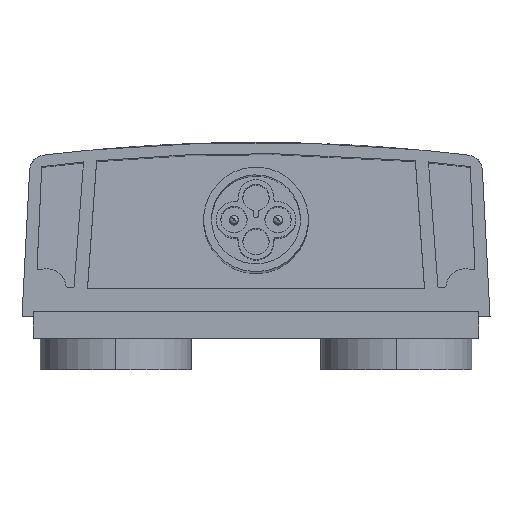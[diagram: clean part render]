
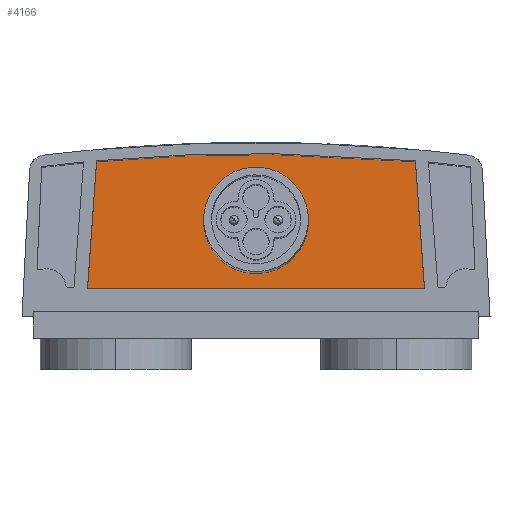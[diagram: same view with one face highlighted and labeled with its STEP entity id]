
A CAD part, left-side view. The second image highlights one B-rep face of the part: STEP entity #4166.
In plain terms, the highlighted planar face has unit normal (-0.999, 0, 0.035).
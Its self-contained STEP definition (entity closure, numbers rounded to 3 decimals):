
#4118=AXIS2_PLACEMENT_3D('Plane Axis2P3D',#4115,#4116,#4117) ;
#4150=AXIS2_PLACEMENT_3D('Circle Axis2P3D',#4148,#4149,$) ;
#4159=AXIS2_PLACEMENT_3D('Circle Axis2P3D',#4157,#4158,$) ;
#3245=CARTESIAN_POINT('Vertex',(28.774,88.356,46.665)) ;
#3249=CARTESIAN_POINT('Control Point',(28.774,16.749,46.665)) ;
#3250=CARTESIAN_POINT('Control Point',(28.83,34.602,48.278)) ;
#3251=CARTESIAN_POINT('Control Point',(28.849,52.552,48.818)) ;
#3252=CARTESIAN_POINT('Control Point',(28.83,70.503,48.278)) ;
#3253=CARTESIAN_POINT('Control Point',(28.774,88.356,46.665)) ;
#3254=CARTESIAN_POINT('Vertex',(28.774,16.749,46.665)) ;
#3275=CARTESIAN_POINT('Line Origine',(28.272,15.727,32.3)) ;
#3279=CARTESIAN_POINT('Vertex',(27.771,14.705,17.934)) ;
#3300=CARTESIAN_POINT('Line Origine',(27.771,52.552,17.934)) ;
#3304=CARTESIAN_POINT('Vertex',(27.771,90.4,17.934)) ;
#3325=CARTESIAN_POINT('Line Origine',(28.272,89.378,32.3)) ;
#4115=CARTESIAN_POINT('Axis2P3D Location',(27.546,52.552,11.497)) ;
#4148=CARTESIAN_POINT('Axis2P3D Location',(28.3,52.552,33.1)) ;
#4152=CARTESIAN_POINT('Vertex',(28.685,55.79,44.128)) ;
#4154=CARTESIAN_POINT('Vertex',(27.915,49.315,22.072)) ;
#4157=CARTESIAN_POINT('Axis2P3D Location',(28.3,52.552,33.1)) ;
#3276=DIRECTION('Vector Direction',(0.035,0.071,0.997)) ;
#3301=DIRECTION('Vector Direction',(0.,-1.,0.)) ;
#3326=DIRECTION('Vector Direction',(-0.035,0.071,-0.997)) ;
#4116=DIRECTION('Axis2P3D Direction',(-0.999,0.,0.035)) ;
#4117=DIRECTION('Axis2P3D XDirection',(-0.035,0.,-0.999)) ;
#4149=DIRECTION('Axis2P3D Direction',(-0.999,0.,0.035)) ;
#4158=DIRECTION('Axis2P3D Direction',(-0.999,0.,0.035)) ;
#3277=VECTOR('Line Direction',#3276,1.) ;
#3302=VECTOR('Line Direction',#3301,1.) ;
#3327=VECTOR('Line Direction',#3326,1.) ;
#4143=ORIENTED_EDGE('',*,*,#3329,.T.) ;
#4144=ORIENTED_EDGE('',*,*,#3306,.T.) ;
#4145=ORIENTED_EDGE('',*,*,#3281,.T.) ;
#4146=ORIENTED_EDGE('',*,*,#3256,.T.) ;
#4163=ORIENTED_EDGE('',*,*,#4156,.T.) ;
#4164=ORIENTED_EDGE('',*,*,#4161,.T.) ;
#4165=FACE_BOUND('',#4162,.T.) ;
#4166=ADVANCED_FACE('LED',(#4147,#4165),#4119,.T.) ;
#3248=B_SPLINE_CURVE_WITH_KNOTS('',4,(#3249,#3250,#3251,#3252,#3253),.UNSPECIFIED.,.F.,.U.,(5,5),(2597.575,2698.949),.UNSPECIFIED.) ;
#4151=CIRCLE('generated circle',#4150,11.5) ;
#4160=CIRCLE('generated circle',#4159,11.5) ;
#3256=EDGE_CURVE('',#3255,#3246,#3248,.T.) ;
#3281=EDGE_CURVE('',#3280,#3255,#3278,.T.) ;
#3306=EDGE_CURVE('',#3305,#3280,#3303,.T.) ;
#3329=EDGE_CURVE('',#3246,#3305,#3328,.T.) ;
#4156=EDGE_CURVE('',#4153,#4155,#4151,.F.) ;
#4161=EDGE_CURVE('',#4155,#4153,#4160,.F.) ;
#4142=EDGE_LOOP('',(#4143,#4144,#4145,#4146)) ;
#4162=EDGE_LOOP('',(#4163,#4164)) ;
#4147=FACE_OUTER_BOUND('',#4142,.T.) ;
#3278=LINE('Line',#3275,#3277) ;
#3303=LINE('Line',#3300,#3302) ;
#3328=LINE('Line',#3325,#3327) ;
#4119=PLANE('',#4118) ;
#3246=VERTEX_POINT('',#3245) ;
#3255=VERTEX_POINT('',#3254) ;
#3280=VERTEX_POINT('',#3279) ;
#3305=VERTEX_POINT('',#3304) ;
#4153=VERTEX_POINT('',#4152) ;
#4155=VERTEX_POINT('',#4154) ;
